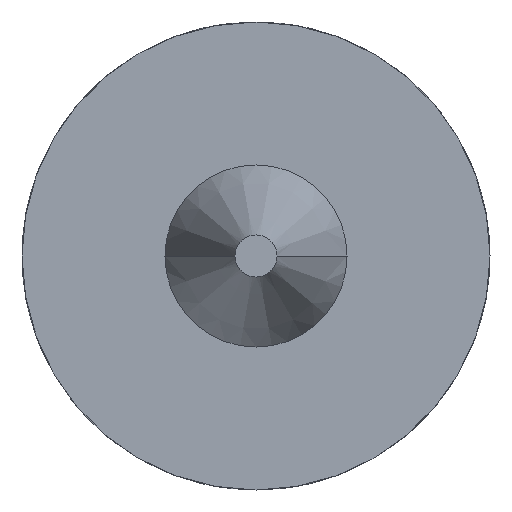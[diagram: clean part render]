
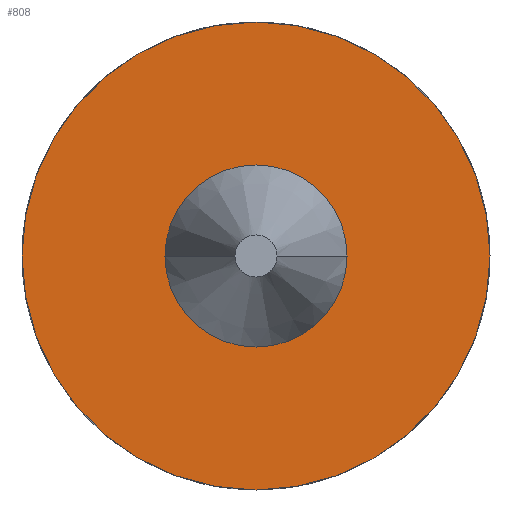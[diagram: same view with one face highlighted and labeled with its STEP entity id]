
A CAD part, front view. The second image highlights one B-rep face of the part: STEP entity #808.
In plain terms, the highlighted planar face has unit normal (0, -1, 0).
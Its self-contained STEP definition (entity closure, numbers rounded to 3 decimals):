
#429 = VERTEX_POINT ( 'NONE', #1942 ) ;
#439 = ORIENTED_EDGE ( 'NONE', *, *, #2435, .F. ) ;
#557 = DIRECTION ( 'NONE',  ( -1., 0., 0. ) ) ;
#581 = CARTESIAN_POINT ( 'NONE',  ( 0., 0., 0. ) ) ;
#603 = DIRECTION ( 'NONE',  ( 0., 1., 0. ) ) ;
#616 = EDGE_CURVE ( 'NONE', #991, #429, #706, .T. ) ;
#652 = AXIS2_PLACEMENT_3D ( 'NONE', #849, #848, #842 ) ;
#706 = CIRCLE ( 'NONE', #1759, 3.25 ) ;
#750 = VERTEX_POINT ( 'NONE', #2145 ) ;
#808 = ADVANCED_FACE ( 'NONE', ( #2039, #1909 ), #2205, .F. ) ;
#842 = DIRECTION ( 'NONE',  ( -1., 0., 0. ) ) ;
#848 = DIRECTION ( 'NONE',  ( 0., 1., 0. ) ) ;
#849 = CARTESIAN_POINT ( 'NONE',  ( 0., 0., 0. ) ) ;
#976 = CARTESIAN_POINT ( 'NONE',  ( 8.35, 0., 0. ) ) ;
#991 = VERTEX_POINT ( 'NONE', #2424 ) ;
#1030 = AXIS2_PLACEMENT_3D ( 'NONE', #2203, #2202, #2211 ) ;
#1063 = CIRCLE ( 'NONE', #1537, 3.25 ) ;
#1121 = EDGE_LOOP ( 'NONE', ( #2281, #439 ) ) ;
#1123 = VERTEX_POINT ( 'NONE', #976 ) ;
#1306 = CIRCLE ( 'NONE', #652, 8.35 ) ;
#1351 = AXIS2_PLACEMENT_3D ( 'NONE', #581, #603, #557 ) ;
#1372 = EDGE_CURVE ( 'NONE', #429, #991, #1063, .T. ) ;
#1537 = AXIS2_PLACEMENT_3D ( 'NONE', #2133, #2149, #2029 ) ;
#1759 = AXIS2_PLACEMENT_3D ( 'NONE', #1835, #1831, #1845 ) ;
#1816 = EDGE_LOOP ( 'NONE', ( #2078, #2347 ) ) ;
#1831 = DIRECTION ( 'NONE',  ( 0., 1., 0. ) ) ;
#1835 = CARTESIAN_POINT ( 'NONE',  ( 0., 0., 0. ) ) ;
#1845 = DIRECTION ( 'NONE',  ( -1., 0., 0. ) ) ;
#1909 = FACE_BOUND ( 'NONE', #1816, .T. ) ;
#1942 = CARTESIAN_POINT ( 'NONE',  ( -3.25, 0., 0. ) ) ;
#2029 = DIRECTION ( 'NONE',  ( -1., 0., 0. ) ) ;
#2032 = CIRCLE ( 'NONE', #1351, 8.35 ) ;
#2039 = FACE_OUTER_BOUND ( 'NONE', #1121, .T. ) ;
#2078 = ORIENTED_EDGE ( 'NONE', *, *, #1372, .T. ) ;
#2088 = EDGE_CURVE ( 'NONE', #750, #1123, #2032, .T. ) ;
#2133 = CARTESIAN_POINT ( 'NONE',  ( 0., 0., 0. ) ) ;
#2145 = CARTESIAN_POINT ( 'NONE',  ( -8.35, 0., 0. ) ) ;
#2149 = DIRECTION ( 'NONE',  ( 0., 1., 0. ) ) ;
#2202 = DIRECTION ( 'NONE',  ( 0., 1., 0. ) ) ;
#2203 = CARTESIAN_POINT ( 'NONE',  ( 3.25, 0., 0. ) ) ;
#2205 = PLANE ( 'NONE',  #1030 ) ;
#2211 = DIRECTION ( 'NONE',  ( -1., 0., 0. ) ) ;
#2281 = ORIENTED_EDGE ( 'NONE', *, *, #2088, .F. ) ;
#2347 = ORIENTED_EDGE ( 'NONE', *, *, #616, .T. ) ;
#2424 = CARTESIAN_POINT ( 'NONE',  ( 3.25, 0., 0. ) ) ;
#2435 = EDGE_CURVE ( 'NONE', #1123, #750, #1306, .T. ) ;
